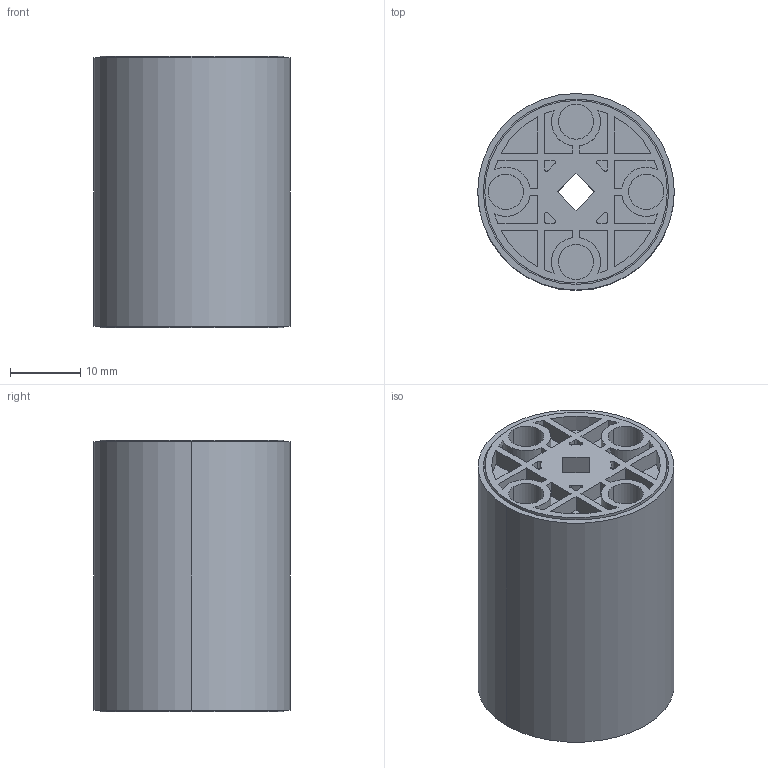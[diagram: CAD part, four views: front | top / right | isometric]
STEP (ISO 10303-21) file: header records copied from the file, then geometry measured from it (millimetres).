
FILE_DESCRIPTION (( 'STEP AP214' ), '1' );
FILE_NAME ('MObeta_red_no_horn.stp', '2019-09-17T08:28:48', ( '' ), ( '' ), 'SwSTEP 2.0', 'SolidWorks 2019', '' );
FILE_SCHEMA (( 'AUTOMOTIVE_DESIGN' ));
Length unit declared in the file: millimetre
Products named in the file (1): MObeta_red_no_horn
Bounding box: 28 x 28 x 38.7 mm (x, y, z)
Volume: 21067.4 mm3; surface area: 7864.8 mm2
Topology: 1 solids, 1 shells, 236 faces, 570 edges, 380 vertices
Faces by surface type: plane 130, cylinder 106
Entity records: 6984 total; most frequent: DIRECTION 1256, CARTESIAN_POINT 1187, ORIENTED_EDGE 1140, EDGE_CURVE 570, AXIS2_PLACEMENT_3D 449, VERTEX_POINT 380, LINE 358, VECTOR 358
